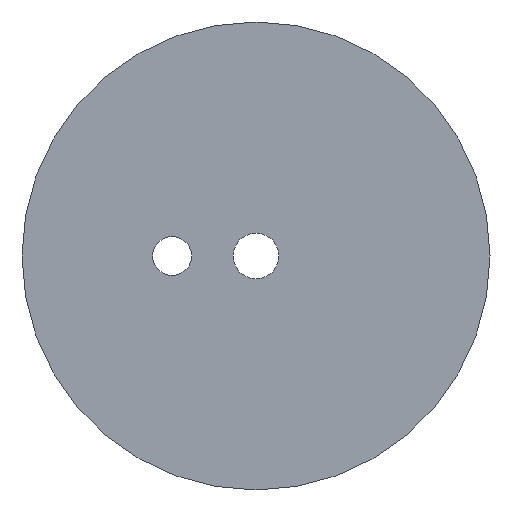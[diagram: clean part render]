
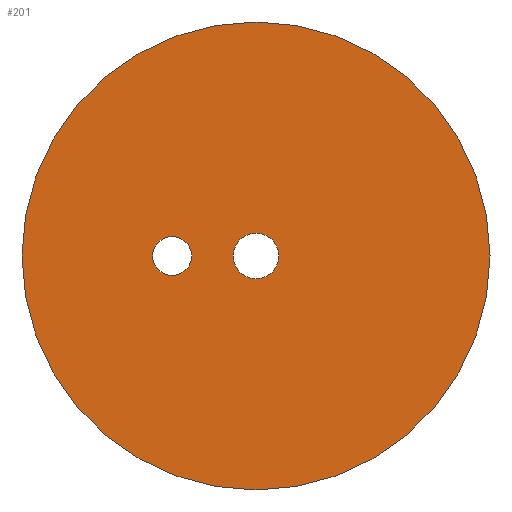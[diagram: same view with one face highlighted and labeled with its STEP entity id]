
A CAD part, top view. The second image highlights one B-rep face of the part: STEP entity #201.
In plain terms, the highlighted planar face has unit normal (0, 0, 1).
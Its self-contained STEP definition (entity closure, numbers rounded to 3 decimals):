
#32=CARTESIAN_POINT('',(0.875,-0.,1.));
#33=VERTEX_POINT('',#32);
#42=CARTESIAN_POINT('',(0.,0.,1.));
#43=DIRECTION('',(-0.,-0.,-1.));
#44=DIRECTION('',(1.,0.,-0.));
#45=AXIS2_PLACEMENT_3D('',#42,#43,#44);
#46=CIRCLE('',#45,0.875);
#47=EDGE_CURVE('',#33,#33,#46,.T.);
#74=CARTESIAN_POINT('',(-2.475,0.,1.));
#75=VERTEX_POINT('',#74);
#84=CARTESIAN_POINT('',(-3.225,0.,1.));
#85=DIRECTION('',(-0.,-0.,-1.));
#86=DIRECTION('',(1.,0.,-0.));
#87=AXIS2_PLACEMENT_3D('',#84,#85,#86);
#88=CIRCLE('',#87,0.75);
#89=EDGE_CURVE('',#75,#75,#88,.T.);
#147=CARTESIAN_POINT('',(-9.,-0.,1.));
#148=VERTEX_POINT('',#147);
#158=CARTESIAN_POINT('',(0.,0.,1.));
#159=DIRECTION('',(0.,0.,-1.));
#160=DIRECTION('',(-1.,0.,0.));
#161=AXIS2_PLACEMENT_3D('',#158,#159,#160);
#162=CIRCLE('',#161,9.);
#163=EDGE_CURVE('',#148,#148,#162,.T.);
#187=CARTESIAN_POINT('',(-9.9,0.,1.));
#188=DIRECTION('',(0.,0.,1.));
#189=DIRECTION('',(1.,0.,0.));
#190=AXIS2_PLACEMENT_3D('',#187,#188,#189);
#191=PLANE('',#190);
#192=ORIENTED_EDGE('',*,*,#163,.F.);
#193=EDGE_LOOP('',(#192));
#194=FACE_BOUND('',#193,.T.);
#195=ORIENTED_EDGE('',*,*,#89,.T.);
#196=EDGE_LOOP('',(#195));
#197=FACE_BOUND('',#196,.T.);
#198=ORIENTED_EDGE('',*,*,#47,.T.);
#199=EDGE_LOOP('',(#198));
#200=FACE_BOUND('',#199,.T.);
#201=ADVANCED_FACE('',(#194,#197,#200),#191,.T.);
